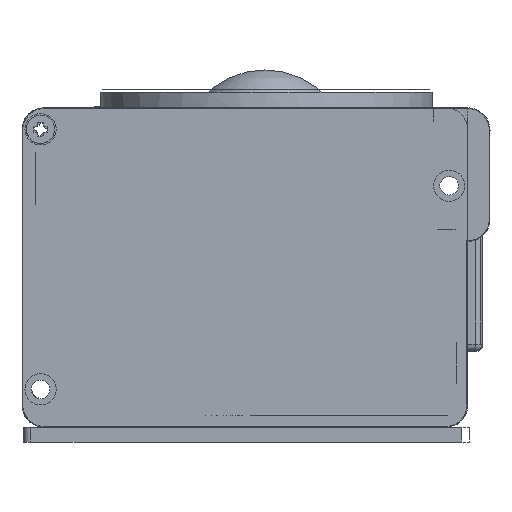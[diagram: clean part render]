
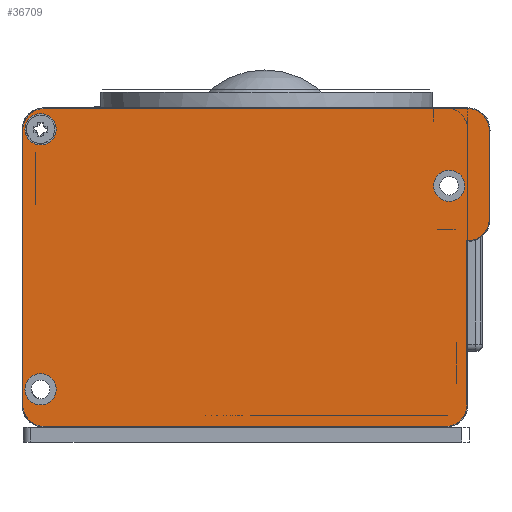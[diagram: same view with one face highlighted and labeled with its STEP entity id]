
A CAD part, front view. The second image highlights one B-rep face of the part: STEP entity #36709.
In plain terms, the highlighted planar face has unit normal (0, -1, 0).
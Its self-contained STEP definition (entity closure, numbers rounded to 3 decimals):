
#1015=FACE_BOUND('',#5482,.T.);
#1016=FACE_BOUND('',#5483,.T.);
#1017=FACE_BOUND('',#5484,.T.);
#2246=PLANE('',#39010);
#3769=FACE_OUTER_BOUND('',#5481,.T.);
#5481=EDGE_LOOP('',(#33870,#33871,#33872,#33873,#33874,#33875,#33876,#33877,
#33878,#33879));
#5482=EDGE_LOOP('',(#33880));
#5483=EDGE_LOOP('',(#33881));
#5484=EDGE_LOOP('',(#33882));
#6315=CIRCLE('',#39011,2.9);
#6316=CIRCLE('',#39012,2.9);
#6317=CIRCLE('',#39013,2.9);
#6318=CIRCLE('',#39014,2.9);
#6319=CIRCLE('',#39015,2.9);
#6320=CIRCLE('',#39016,2.1);
#6321=CIRCLE('',#39017,2.1);
#6322=CIRCLE('',#39018,2.1);
#10189=LINE('',#61653,#14765);
#10190=LINE('',#61657,#14766);
#10191=LINE('',#61661,#14767);
#10192=LINE('',#61665,#14768);
#10193=LINE('',#61668,#14769);
#14765=VECTOR('',#47261,12.);
#14766=VECTOR('',#47264,57.);
#14767=VECTOR('',#47267,37.);
#14768=VECTOR('',#47270,54.);
#14769=VECTOR('',#47273,22.102);
#18793=VERTEX_POINT('',#61649);
#18794=VERTEX_POINT('',#61650);
#18795=VERTEX_POINT('',#61652);
#18796=VERTEX_POINT('',#61654);
#18797=VERTEX_POINT('',#61656);
#18798=VERTEX_POINT('',#61658);
#18799=VERTEX_POINT('',#61660);
#18800=VERTEX_POINT('',#61662);
#18801=VERTEX_POINT('',#61664);
#18802=VERTEX_POINT('',#61666);
#18803=VERTEX_POINT('',#61669);
#18804=VERTEX_POINT('',#61671);
#18805=VERTEX_POINT('',#61673);
#24458=EDGE_CURVE('',#18793,#18794,#6315,.T.);
#24459=EDGE_CURVE('',#18794,#18795,#10189,.T.);
#24460=EDGE_CURVE('',#18795,#18796,#6316,.T.);
#24461=EDGE_CURVE('',#18796,#18797,#10190,.T.);
#24462=EDGE_CURVE('',#18797,#18798,#6317,.T.);
#24463=EDGE_CURVE('',#18798,#18799,#10191,.T.);
#24464=EDGE_CURVE('',#18799,#18800,#6318,.T.);
#24465=EDGE_CURVE('',#18800,#18801,#10192,.T.);
#24466=EDGE_CURVE('',#18801,#18802,#6319,.T.);
#24467=EDGE_CURVE('',#18802,#18793,#10193,.T.);
#24468=EDGE_CURVE('',#18803,#18803,#6320,.T.);
#24469=EDGE_CURVE('',#18804,#18804,#6321,.T.);
#24470=EDGE_CURVE('',#18805,#18805,#6322,.T.);
#33870=ORIENTED_EDGE('',*,*,#24458,.T.);
#33871=ORIENTED_EDGE('',*,*,#24459,.T.);
#33872=ORIENTED_EDGE('',*,*,#24460,.T.);
#33873=ORIENTED_EDGE('',*,*,#24461,.T.);
#33874=ORIENTED_EDGE('',*,*,#24462,.T.);
#33875=ORIENTED_EDGE('',*,*,#24463,.T.);
#33876=ORIENTED_EDGE('',*,*,#24464,.T.);
#33877=ORIENTED_EDGE('',*,*,#24465,.T.);
#33878=ORIENTED_EDGE('',*,*,#24466,.T.);
#33879=ORIENTED_EDGE('',*,*,#24467,.T.);
#33880=ORIENTED_EDGE('',*,*,#24468,.F.);
#33881=ORIENTED_EDGE('',*,*,#24469,.F.);
#33882=ORIENTED_EDGE('',*,*,#24470,.F.);
#36709=ADVANCED_FACE('',(#3769,#1015,#1016,#1017),#2246,.F.);
#39010=AXIS2_PLACEMENT_3D('',#61648,#47257,#47258);
#39011=AXIS2_PLACEMENT_3D('',#61651,#47259,#47260);
#39012=AXIS2_PLACEMENT_3D('',#61655,#47262,#47263);
#39013=AXIS2_PLACEMENT_3D('',#61659,#47265,#47266);
#39014=AXIS2_PLACEMENT_3D('',#61663,#47268,#47269);
#39015=AXIS2_PLACEMENT_3D('',#61667,#47271,#47272);
#39016=AXIS2_PLACEMENT_3D('',#61670,#47274,#47275);
#39017=AXIS2_PLACEMENT_3D('',#61672,#47276,#47277);
#39018=AXIS2_PLACEMENT_3D('',#61674,#47278,#47279);
#47257=DIRECTION('center_axis',(0.,1.,0.));
#47258=DIRECTION('ref_axis',(-1.,0.,0.));
#47259=DIRECTION('center_axis',(0.,-1.,0.));
#47260=DIRECTION('ref_axis',(0.707,0.,-0.707));
#47261=DIRECTION('',(0.,0.,1.));
#47262=DIRECTION('center_axis',(0.,-1.,0.));
#47263=DIRECTION('ref_axis',(0.707,0.,0.707));
#47264=DIRECTION('',(-1.,0.,0.));
#47265=DIRECTION('center_axis',(0.,-1.,0.));
#47266=DIRECTION('ref_axis',(-0.707,0.,0.707));
#47267=DIRECTION('',(0.,0.,-1.));
#47268=DIRECTION('center_axis',(0.,-1.,0.));
#47269=DIRECTION('ref_axis',(-0.707,0.,-0.707));
#47270=DIRECTION('',(1.,0.,0.));
#47271=DIRECTION('center_axis',(0.,-1.,0.));
#47272=DIRECTION('ref_axis',(0.707,0.,-0.707));
#47273=DIRECTION('',(0.,0.,1.));
#47274=DIRECTION('center_axis',(0.,-1.,0.));
#47275=DIRECTION('ref_axis',(-1.,0.,0.));
#47276=DIRECTION('center_axis',(0.,-1.,0.));
#47277=DIRECTION('ref_axis',(-1.,0.,0.));
#47278=DIRECTION('center_axis',(0.,-1.,0.));
#47279=DIRECTION('ref_axis',(-1.,0.,0.));
#61648=CARTESIAN_POINT('Origin',(-0.2,-52.,-13.202));
#61649=CARTESIAN_POINT('',(29.7,-52.,-9.6));
#61650=CARTESIAN_POINT('',(32.7,-52.,-6.702));
#61651=CARTESIAN_POINT('Origin',(29.8,-52.,-6.702));
#61652=CARTESIAN_POINT('',(32.7,-52.,5.298));
#61653=CARTESIAN_POINT('',(32.7,-52.,-11.452));
#61654=CARTESIAN_POINT('',(29.8,-52.,8.198));
#61655=CARTESIAN_POINT('Origin',(29.8,-52.,5.298));
#61656=CARTESIAN_POINT('',(-27.2,-52.,8.198));
#61657=CARTESIAN_POINT('',(-15.2,-52.,8.198));
#61658=CARTESIAN_POINT('',(-30.1,-52.,5.298));
#61659=CARTESIAN_POINT('Origin',(-27.2,-52.,5.298));
#61660=CARTESIAN_POINT('',(-30.1,-52.,-31.702));
#61661=CARTESIAN_POINT('',(-30.1,-52.,-23.952));
#61662=CARTESIAN_POINT('',(-27.2,-52.,-34.602));
#61663=CARTESIAN_POINT('Origin',(-27.2,-52.,-31.702));
#61664=CARTESIAN_POINT('',(26.8,-52.,-34.602));
#61665=CARTESIAN_POINT('',(14.8,-52.,-34.602));
#61666=CARTESIAN_POINT('',(29.7,-52.,-31.702));
#61667=CARTESIAN_POINT('Origin',(26.8,-52.,-31.702));
#61668=CARTESIAN_POINT('',(29.7,-52.,-2.452));
#61669=CARTESIAN_POINT('',(-29.8,-52.,-29.602));
#61670=CARTESIAN_POINT('Origin',(-27.7,-52.,-29.602));
#61671=CARTESIAN_POINT('',(25.2,-52.,-2.202));
#61672=CARTESIAN_POINT('Origin',(27.3,-52.,-2.202));
#61673=CARTESIAN_POINT('',(-29.8,-52.,5.398));
#61674=CARTESIAN_POINT('Origin',(-27.7,-52.,5.398));
